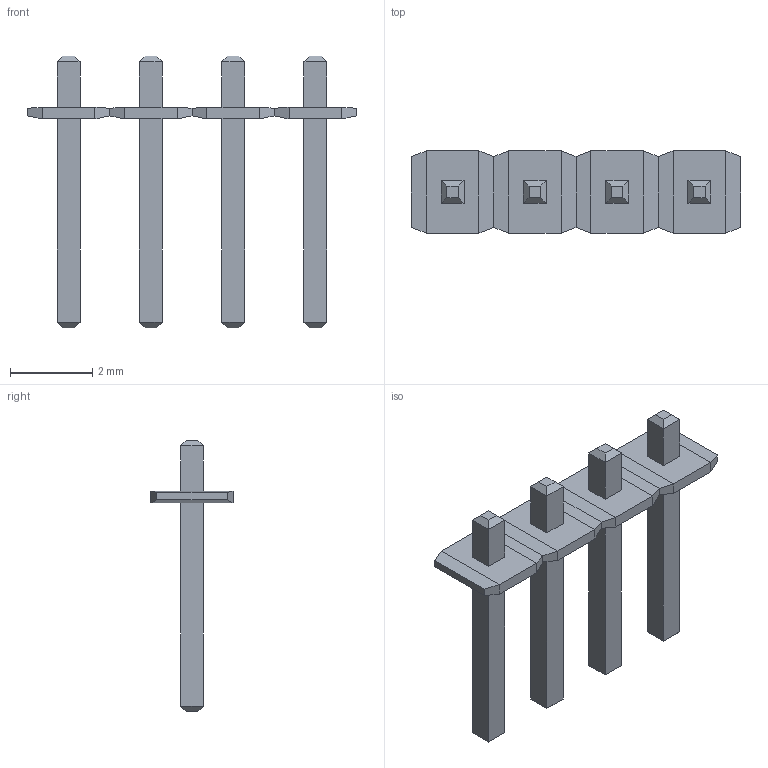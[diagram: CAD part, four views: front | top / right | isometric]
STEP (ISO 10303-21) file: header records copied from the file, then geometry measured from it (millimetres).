
FILE_DESCRIPTION(('STEP AP214'),'1');
FILE_NAME('M22-2010405','2019-03-20T20:09:43',(''),(''),'','','');
FILE_SCHEMA(('AUTOMOTIVE_DESIGN'));
Length unit declared in the file: millimetre
Products named in the file (1): product
Bounding box: 8 x 2 x 6.6 mm (x, y, z)
Surface area: 96 mm2 (no closed solid volume)
Topology: 0 solids, 130 shells, 130 faces, 520 edges, 520 vertices
Faces by surface type: plane 130
Entity records: 5909 total; most frequent: CARTESIAN_POINT 1171, VERTEX_POINT 1040, DIRECTION 782, ORIENTED_EDGE 520, EDGE_CURVE 520, LINE 520, VECTOR 520, AXIS2_PLACEMENT_3D 131
